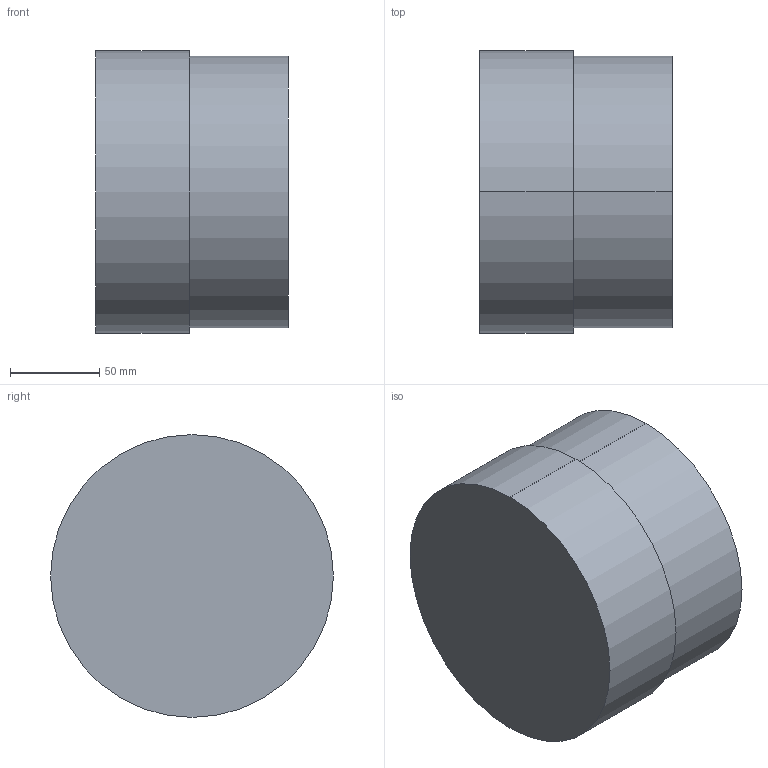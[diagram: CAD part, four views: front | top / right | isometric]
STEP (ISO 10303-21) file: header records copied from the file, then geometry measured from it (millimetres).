
FILE_DESCRIPTION (( 'STEP AP214' ), '1' );
FILE_NAME ('3CRA-6.STEP', '2020-10-23T00:44:01', ( '' ), ( '' ), 'SwSTEP 2.0', 'SolidWorks 2019', '' );
FILE_SCHEMA (( 'AUTOMOTIVE_DESIGN' ));
Length unit declared in the file: inch
Products named in the file (1): 3CRA-6
Bounding box: 107.95 x 158.75 x 158.75 mm (x, y, z)
Volume: 2050461.1 mm3; surface area: 92315.8 mm2
Topology: 1 solids, 1 shells, 41 faces, 265 edges, 261 vertices
Faces by surface type: plane 37, cylinder 4
Entity records: 4126 total; most frequent: CARTESIAN_POINT 2063, ORIENTED_EDGE 530, EDGE_CURVE 265, VERTEX_POINT 261, DIRECTION 257, VECTOR 157, LINE 157, B_SPLINE_CURVE_WITH_KNOTS 100
